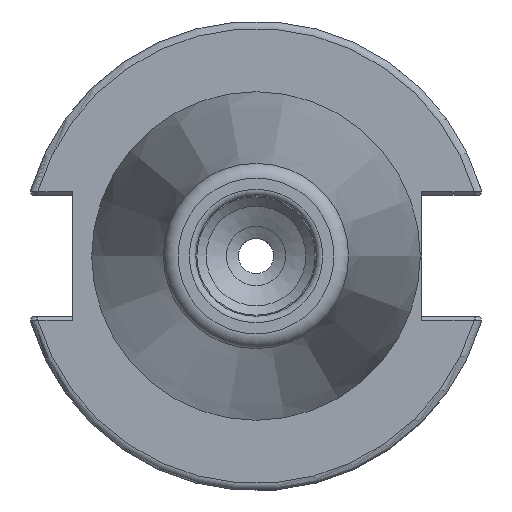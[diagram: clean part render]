
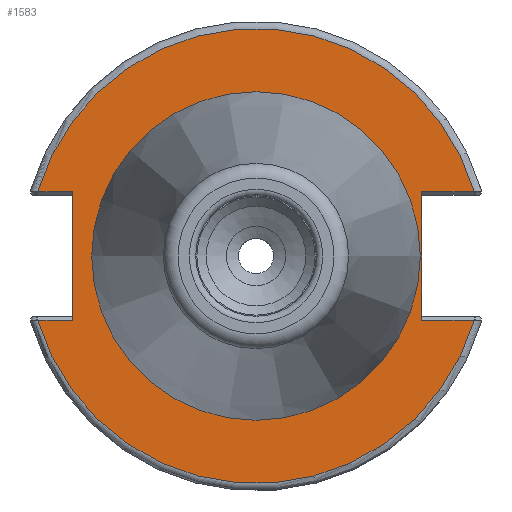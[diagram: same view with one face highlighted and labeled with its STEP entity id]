
A CAD part, left-side view. The second image highlights one B-rep face of the part: STEP entity #1583.
In plain terms, the highlighted planar face has unit normal (-1, 0, 0).
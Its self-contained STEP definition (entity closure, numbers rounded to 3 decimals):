
#63=PLANE('',#1724);
#94=FACE_BOUND('',#471,.T.);
#162=LINE('',#2534,#263);
#164=LINE('',#2602,#265);
#165=LINE('',#2604,#266);
#166=LINE('',#2608,#267);
#167=LINE('',#2610,#268);
#168=LINE('',#2611,#269);
#263=VECTOR('',#1945,10.);
#265=VECTOR('',#1963,10.);
#266=VECTOR('',#1964,10.);
#267=VECTOR('',#1967,10.);
#268=VECTOR('',#1968,10.);
#269=VECTOR('',#1969,10.);
#378=FACE_OUTER_BOUND('',#470,.T.);
#470=EDGE_LOOP('',(#1168,#1169,#1170,#1171,#1172,#1173,#1174,#1175));
#471=EDGE_LOOP('',(#1176,#1177));
#577=CIRCLE('',#1723,30.775);
#578=CIRCLE('',#1725,30.775);
#579=CIRCLE('',#1726,22.225);
#580=CIRCLE('',#1727,22.225);
#676=VERTEX_POINT('',#2527);
#679=VERTEX_POINT('',#2532);
#685=VERTEX_POINT('',#2580);
#687=VERTEX_POINT('',#2601);
#688=VERTEX_POINT('',#2603);
#689=VERTEX_POINT('',#2605);
#690=VERTEX_POINT('',#2607);
#691=VERTEX_POINT('',#2609);
#692=VERTEX_POINT('',#2612);
#693=VERTEX_POINT('',#2613);
#858=EDGE_CURVE('',#679,#676,#162,.T.);
#868=EDGE_CURVE('',#676,#685,#577,.T.);
#871=EDGE_CURVE('',#679,#687,#164,.T.);
#872=EDGE_CURVE('',#688,#687,#165,.T.);
#873=EDGE_CURVE('',#689,#688,#578,.T.);
#874=EDGE_CURVE('',#690,#689,#166,.T.);
#875=EDGE_CURVE('',#690,#691,#167,.T.);
#876=EDGE_CURVE('',#685,#691,#168,.T.);
#877=EDGE_CURVE('',#692,#693,#579,.T.);
#878=EDGE_CURVE('',#693,#692,#580,.T.);
#1168=ORIENTED_EDGE('',*,*,#858,.F.);
#1169=ORIENTED_EDGE('',*,*,#871,.T.);
#1170=ORIENTED_EDGE('',*,*,#872,.F.);
#1171=ORIENTED_EDGE('',*,*,#873,.F.);
#1172=ORIENTED_EDGE('',*,*,#874,.F.);
#1173=ORIENTED_EDGE('',*,*,#875,.T.);
#1174=ORIENTED_EDGE('',*,*,#876,.F.);
#1175=ORIENTED_EDGE('',*,*,#868,.F.);
#1176=ORIENTED_EDGE('',*,*,#877,.T.);
#1177=ORIENTED_EDGE('',*,*,#878,.T.);
#1583=ADVANCED_FACE('',(#378,#94),#63,.T.);
#1723=AXIS2_PLACEMENT_3D('',#2581,#1959,#1960);
#1724=AXIS2_PLACEMENT_3D('',#2600,#1961,#1962);
#1725=AXIS2_PLACEMENT_3D('',#2606,#1965,#1966);
#1726=AXIS2_PLACEMENT_3D('',#2614,#1970,#1971);
#1727=AXIS2_PLACEMENT_3D('',#2615,#1972,#1973);
#1945=DIRECTION('',(0.,-1.,0.));
#1959=DIRECTION('center_axis',(1.,0.,0.));
#1960=DIRECTION('ref_axis',(0.,0.,-1.));
#1961=DIRECTION('center_axis',(-1.,0.,0.));
#1962=DIRECTION('ref_axis',(0.,0.,1.));
#1963=DIRECTION('',(0.,0.,1.));
#1964=DIRECTION('',(0.,1.,0.));
#1965=DIRECTION('center_axis',(1.,0.,0.));
#1966=DIRECTION('ref_axis',(0.,0.,-1.));
#1967=DIRECTION('',(0.,1.,0.));
#1968=DIRECTION('',(0.,0.,-1.));
#1969=DIRECTION('',(0.,-1.,0.));
#1970=DIRECTION('center_axis',(1.,0.,0.));
#1971=DIRECTION('ref_axis',(0.,0.,-1.));
#1972=DIRECTION('center_axis',(1.,0.,0.));
#1973=DIRECTION('ref_axis',(0.,0.,-1.));
#2527=CARTESIAN_POINT('',(3.175,-29.523,-8.69));
#2532=CARTESIAN_POINT('',(3.175,-22.41,-8.69));
#2534=CARTESIAN_POINT('',(3.175,-4.878,-8.69));
#2580=CARTESIAN_POINT('',(3.175,29.523,-8.69));
#2581=CARTESIAN_POINT('Origin',(3.175,0.,
0.));
#2600=CARTESIAN_POINT('Origin',(3.175,30.775,0.));
#2601=CARTESIAN_POINT('',(3.175,-22.41,8.69));
#2602=CARTESIAN_POINT('',(3.175,-22.41,-4.095));
#2603=CARTESIAN_POINT('',(3.175,-29.523,8.69));
#2604=CARTESIAN_POINT('',(3.175,4.182,8.69));
#2605=CARTESIAN_POINT('',(3.175,29.523,8.69));
#2606=CARTESIAN_POINT('Origin',(3.175,0.,
0.));
#2607=CARTESIAN_POINT('',(3.175,24.8,8.69));
#2608=CARTESIAN_POINT('',(3.175,32.958,8.69));
#2609=CARTESIAN_POINT('',(3.175,24.8,-8.69));
#2610=CARTESIAN_POINT('',(3.175,24.8,4.095));
#2611=CARTESIAN_POINT('',(3.175,27.788,-8.69));
#2612=CARTESIAN_POINT('',(3.175,22.225,0.));
#2613=CARTESIAN_POINT('',(3.175,-22.225,0.));
#2614=CARTESIAN_POINT('Origin',(3.175,0.,
0.));
#2615=CARTESIAN_POINT('Origin',(3.175,0.,
0.));
